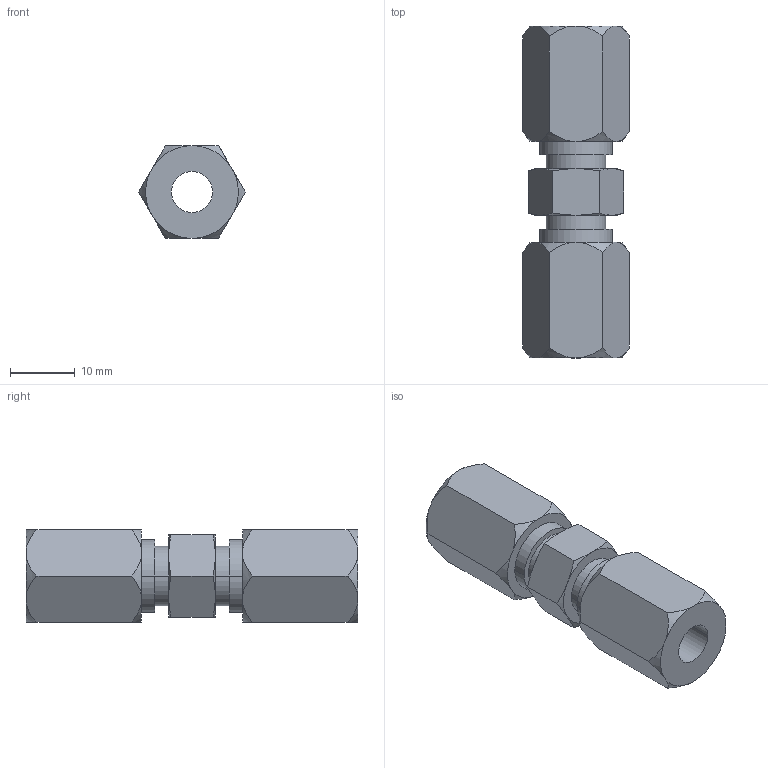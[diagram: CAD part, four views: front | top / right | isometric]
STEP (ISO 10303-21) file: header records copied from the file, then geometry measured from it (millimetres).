
FILE_DESCRIPTION((''),'2;1');
FILE_NAME('ILC30000044','2005-08-24T',('KR'),(''),'PRO/ENGINEER BY PARAMETRIC TECHNOLOGY CORPORATION, 2004290','PRO/ENGINEER BY PARAMETRIC TECHNOLOGY CORPORATION, 2004290','');
FILE_SCHEMA(('AUTOMOTIVE_DESIGN_CC2 { 1 2 10303 214 -1 1 5 2 }'));
Length unit declared in the file: inch
Products named in the file (1): ILC30000044
Bounding box: 16.42 x 51.13 x 14.22 mm (x, y, z)
Volume: 6265.5 mm3; surface area: 3943.7 mm2
Topology: 1 solids, 1 shells, 72 faces, 180 edges, 116 vertices
Faces by surface type: cone 36, plane 26, cylinder 10
Entity records: 3079 total; most frequent: CARTESIAN_POINT 772, ORIENTED_EDGE 360, DIRECTION 308, PRESENTATION_STYLE_ASSIGNMENT 181, STYLED_ITEM 181, CURVE_STYLE 180, EDGE_CURVE 180, AXIS2_PLACEMENT_3D 128
